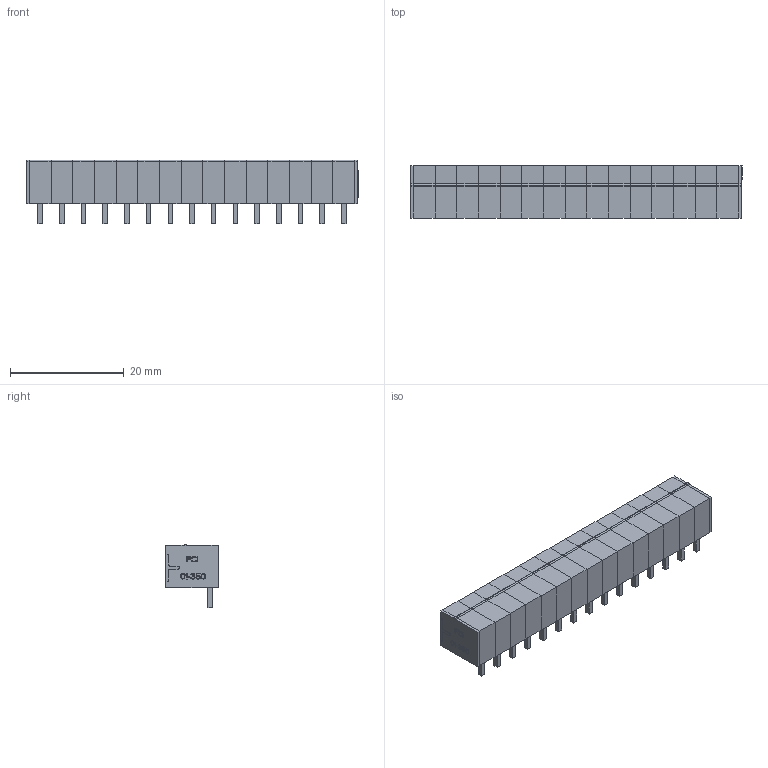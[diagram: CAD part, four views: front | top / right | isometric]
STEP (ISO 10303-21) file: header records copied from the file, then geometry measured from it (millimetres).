
FILE_DESCRIPTION(('STEP AP214'),'1');
FILE_NAME('20020110d151a01lf.stp','2020-03-24T14:16:54',('TraceParts'),('TraceParts S.A.'),'Spatial InterOp 3D',' ',' ');
FILE_SCHEMA(('AUTOMOTIVE_DESIGN { 1 0 10303 214 1 1 1 1 }'));
Length unit declared in the file: millimetre
Products named in the file (1): 20020110d151a01lf_1
Bounding box: 58.34 x 9.2 x 11.12 mm (x, y, z)
Volume: 2229.6 mm3; surface area: 7414.4 mm2
Topology: 17 solids, 17 shells, 1203 faces, 3204 edges, 2106 vertices
Faces by surface type: plane 949, cylinder 164, torus 60, cone 30
Entity records: 37155 total; most frequent: CARTESIAN_POINT 6710, ORIENTED_EDGE 6408, DIRECTION 6092, EDGE_CURVE 3204, LINE 2696, VECTOR 2696, VERTEX_POINT 2106, AXIS2_PLACEMENT_3D 1698
